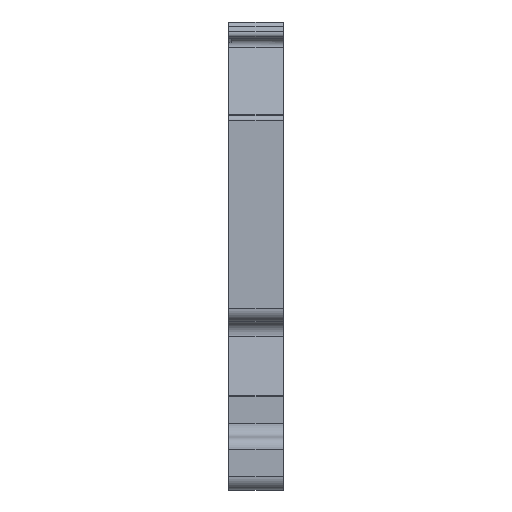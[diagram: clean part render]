
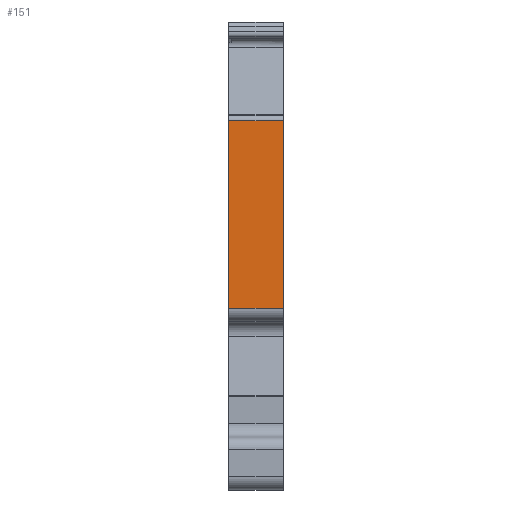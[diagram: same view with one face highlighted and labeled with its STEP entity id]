
A CAD part, left-side view. The second image highlights one B-rep face of the part: STEP entity #151.
In plain terms, the highlighted planar face has unit normal (-1, 0, 0).
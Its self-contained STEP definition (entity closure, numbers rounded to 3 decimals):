
#151 = ADVANCED_FACE( '', ( #366 ), #367, .T. );
#366 = FACE_OUTER_BOUND( '', #639, .T. );
#367 = PLANE( '', #640 );
#639 = EDGE_LOOP( '', ( #1512, #1513, #1514, #1515 ) );
#640 = AXIS2_PLACEMENT_3D( '', #1516, #1517, #1518 );
#1512 = ORIENTED_EDGE( '', *, *, #2141, .F. );
#1513 = ORIENTED_EDGE( '', *, *, #2261, .F. );
#1514 = ORIENTED_EDGE( '', *, *, #1972, .T. );
#1515 = ORIENTED_EDGE( '', *, *, #2260, .T. );
#1516 = CARTESIAN_POINT( '', ( -24.4, -4.15, 5.153 ) );
#1517 = DIRECTION( '', ( -1., 0., 0. ) );
#1518 = DIRECTION( '', ( 0., 0., 1. ) );
#1972 = EDGE_CURVE( '', #2394, #2392, #2395, .T. );
#2141 = EDGE_CURVE( '', #2719, #2721, #2722, .T. );
#2260 = EDGE_CURVE( '', #2392, #2721, #2891, .T. );
#2261 = EDGE_CURVE( '', #2394, #2719, #2892, .T. );
#2392 = VERTEX_POINT( '', #3059 );
#2394 = VERTEX_POINT( '', #3061 );
#2395 = LINE( '', #3062, #3063 );
#2719 = VERTEX_POINT( '', #3495 );
#2721 = VERTEX_POINT( '', #3497 );
#2722 = LINE( '', #3498, #3499 );
#2891 = LINE( '', #3768, #3769 );
#2892 = LINE( '', #3770, #3771 );
#3059 = CARTESIAN_POINT( '', ( -24.4, -4.15, 9.568 ) );
#3061 = CARTESIAN_POINT( '', ( -24.4, -4.15, -4.625 ) );
#3062 = CARTESIAN_POINT( '', ( -24.4, -4.15, -4.625 ) );
#3063 = VECTOR( '', #3970, 1000. );
#3495 = CARTESIAN_POINT( '', ( -24.4, 0., -4.625 ) );
#3497 = CARTESIAN_POINT( '', ( -24.4, 0., 9.568 ) );
#3498 = CARTESIAN_POINT( '', ( -24.4, 0., 5.153 ) );
#3499 = VECTOR( '', #4259, 1000. );
#3768 = CARTESIAN_POINT( '', ( -24.4, -4.15, 9.568 ) );
#3769 = VECTOR( '', #4414, 1000. );
#3770 = CARTESIAN_POINT( '', ( -24.4, -4.15, -4.625 ) );
#3771 = VECTOR( '', #4415, 1000. );
#3970 = DIRECTION( '', ( 0., 0., 1. ) );
#4259 = DIRECTION( '', ( 0., 0., 1. ) );
#4414 = DIRECTION( '', ( 0., 1., 0. ) );
#4415 = DIRECTION( '', ( 0., 1., 0. ) );
